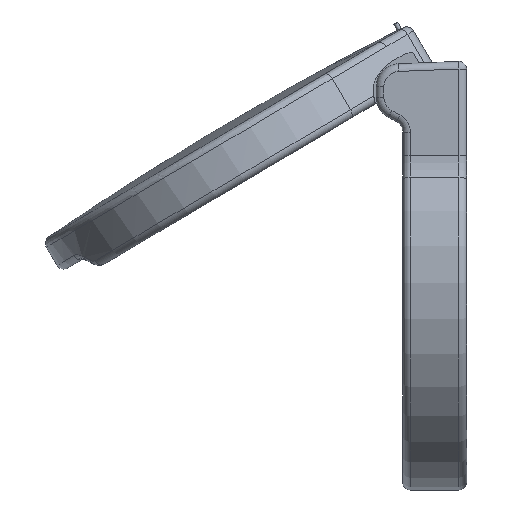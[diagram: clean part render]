
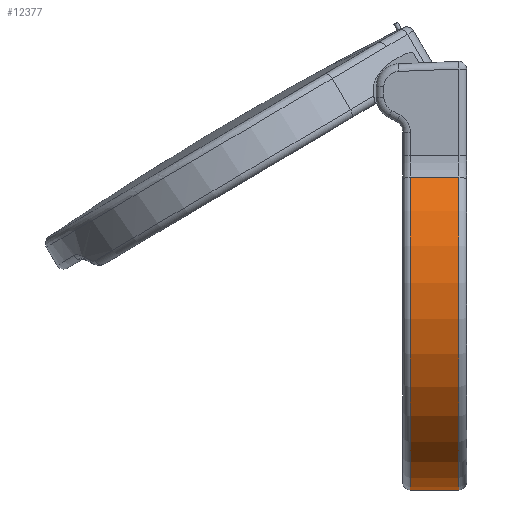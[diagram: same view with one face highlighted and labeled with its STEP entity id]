
A CAD part, left-side view. The second image highlights one B-rep face of the part: STEP entity #12377.
In plain terms, the highlighted cylindrical face has radius 14 mm (diameter 28 mm), a partial arc.
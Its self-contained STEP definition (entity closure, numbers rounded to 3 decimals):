
#98 = CARTESIAN_POINT ( 'NONE',  ( -12.353, 4.2, 6.588 ) ) ;
#230 = VERTEX_POINT ( 'NONE', #14012 ) ;
#546 = CYLINDRICAL_SURFACE ( 'NONE', #15205, 14. ) ;
#1266 = CARTESIAN_POINT ( 'NONE',  ( 0., 3.7, 0. ) ) ;
#1717 = DIRECTION ( 'NONE',  ( 0., 1., 0. ) ) ;
#1812 = EDGE_LOOP ( 'NONE', ( #3458, #18835, #14835, #2072 ) ) ;
#2072 = ORIENTED_EDGE ( 'NONE', *, *, #9099, .T. ) ;
#3183 = DIRECTION ( 'NONE',  ( 0., 1., 0. ) ) ;
#3458 = ORIENTED_EDGE ( 'NONE', *, *, #5114, .T. ) ;
#4130 = CIRCLE ( 'NONE', #8595, 14. ) ;
#4175 = DIRECTION ( 'NONE',  ( 0., -1., 0. ) ) ;
#4547 = VERTEX_POINT ( 'NONE', #15837 ) ;
#5114 = EDGE_CURVE ( 'NONE', #9116, #4547, #15369, .T. ) ;
#5373 = VECTOR ( 'NONE', #4175, 1000. ) ;
#5405 = CARTESIAN_POINT ( 'NONE',  ( 0., 4.2, -14. ) ) ;
#6072 = FACE_OUTER_BOUND ( 'NONE', #1812, .T. ) ;
#6090 = LINE ( 'NONE', #5405, #5373 ) ;
#6201 = AXIS2_PLACEMENT_3D ( 'NONE', #1266, #19687, #10372 ) ;
#8278 = CARTESIAN_POINT ( 'NONE',  ( 0., 4.2, 0. ) ) ;
#8595 = AXIS2_PLACEMENT_3D ( 'NONE', #15622, #1717, #12499 ) ;
#8983 = LINE ( 'NONE', #98, #16735 ) ;
#9099 = EDGE_CURVE ( 'NONE', #230, #9116, #8983, .T. ) ;
#9116 = VERTEX_POINT ( 'NONE', #19839 ) ;
#10372 = DIRECTION ( 'NONE',  ( 0., 0., 1. ) ) ;
#11500 = EDGE_CURVE ( 'NONE', #4547, #17676, #6090, .T. ) ;
#12377 = ADVANCED_FACE ( 'NONE', ( #6072 ), #546, .T. ) ;
#12499 = DIRECTION ( 'NONE',  ( 0., 0., 1. ) ) ;
#12546 = CARTESIAN_POINT ( 'NONE',  ( 0., 0.5, -14. ) ) ;
#13122 = EDGE_CURVE ( 'NONE', #17676, #230, #4130, .T. ) ;
#13472 = DIRECTION ( 'NONE',  ( 0., 0., -1. ) ) ;
#14012 = CARTESIAN_POINT ( 'NONE',  ( -12.353, 0.5, 6.588 ) ) ;
#14835 = ORIENTED_EDGE ( 'NONE', *, *, #13122, .T. ) ;
#15205 = AXIS2_PLACEMENT_3D ( 'NONE', #8278, #16078, #13472 ) ;
#15369 = CIRCLE ( 'NONE', #6201, 14. ) ;
#15622 = CARTESIAN_POINT ( 'NONE',  ( 0., 0.5, 0. ) ) ;
#15837 = CARTESIAN_POINT ( 'NONE',  ( 0., 3.7, -14. ) ) ;
#16078 = DIRECTION ( 'NONE',  ( 0., -1., 0. ) ) ;
#16735 = VECTOR ( 'NONE', #3183, 1000. ) ;
#17676 = VERTEX_POINT ( 'NONE', #12546 ) ;
#18835 = ORIENTED_EDGE ( 'NONE', *, *, #11500, .T. ) ;
#19687 = DIRECTION ( 'NONE',  ( 0., -1., 0. ) ) ;
#19839 = CARTESIAN_POINT ( 'NONE',  ( -12.353, 3.7, 6.588 ) ) ;
